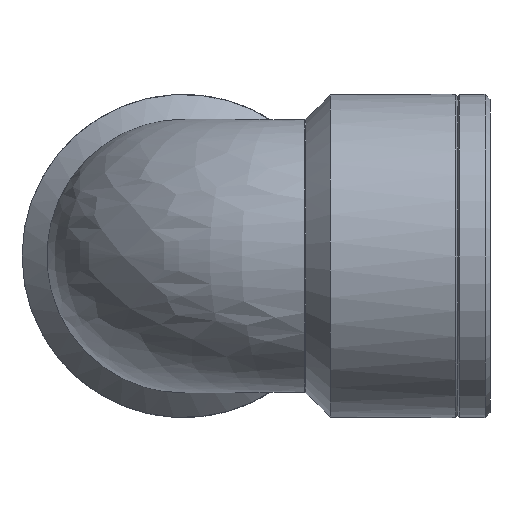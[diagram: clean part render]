
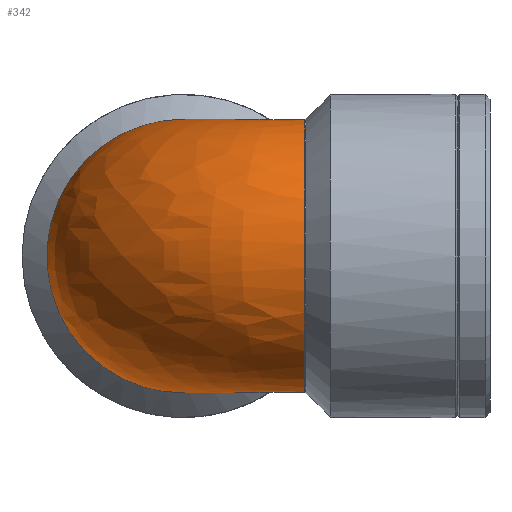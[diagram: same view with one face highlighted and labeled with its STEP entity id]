
A CAD part, front view. The second image highlights one B-rep face of the part: STEP entity #342.
In plain terms, the highlighted free-form (B-spline) face has degree [2, 2] with [9, 3] control points.
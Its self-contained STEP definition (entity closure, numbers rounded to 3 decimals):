
#18=(
BOUNDED_SURFACE()
B_SPLINE_SURFACE(2,2,((#772,#773,#774),(#775,#776,#777),(#778,#779,#780),
(#781,#782,#783),(#784,#785,#786),(#787,#788,#789),(#790,#791,#792),(#793,
#794,#795),(#796,#797,#798)),.UNSPECIFIED.,.F.,.F.,.F.)
B_SPLINE_SURFACE_WITH_KNOTS((3,2,2,2,3),(3,3),(-2.524,-1.262,
0.,1.262,2.524),(-3.142,
-1.571),.UNSPECIFIED.)
GEOMETRIC_REPRESENTATION_ITEM()
RATIONAL_B_SPLINE_SURFACE(((1.,0.707,1.),(0.807,
0.571,0.807),(1.,0.707,1.),(0.807,
0.571,0.807),(1.,0.707,1.),(0.807,
0.571,0.807),(1.,0.707,1.),(0.807,
0.571,0.807),(1.,0.707,1.)))
REPRESENTATION_ITEM('')
SURFACE()
);
#51=CIRCLE('',#373,21.424);
#52=CIRCLE('',#374,21.424);
#90=FACE_OUTER_BOUND('',#118,.T.);
#118=EDGE_LOOP('',(#282,#283,#284,#285));
#164=B_SPLINE_CURVE_WITH_KNOTS('',3,(#603,#604,#605,#606,#607,#608,#609,
#610,#611,#612,#613,#614,#615,#616,#617,#618,#619,#620),.UNSPECIFIED.,.F.,
 .F.,(4,2,2,2,2,2,2,2,4),(0.053,0.056,0.07,
0.096,0.15,0.202,0.243,
0.293,0.312),.UNSPECIFIED.);
#172=B_SPLINE_CURVE_WITH_KNOTS('',3,(#746,#747,#748,#749,#750,#751,#752,
#753,#754,#755,#756,#757,#758,#759,#760,#761,#762,#763),.UNSPECIFIED.,.F.,
 .F.,(4,2,2,2,2,2,2,2,4),(0.053,0.056,0.07,
0.096,0.15,0.202,0.243,
0.293,0.312),.UNSPECIFIED.);
#174=VERTEX_POINT('',#544);
#180=VERTEX_POINT('',#595);
#184=VERTEX_POINT('',#699);
#188=VERTEX_POINT('',#738);
#214=EDGE_CURVE('',#174,#180,#164,.T.);
#224=EDGE_CURVE('',#184,#188,#172,.T.);
#228=EDGE_CURVE('',#184,#180,#51,.T.);
#229=EDGE_CURVE('',#174,#188,#52,.T.);
#282=ORIENTED_EDGE('',*,*,#214,.T.);
#283=ORIENTED_EDGE('',*,*,#228,.F.);
#284=ORIENTED_EDGE('',*,*,#224,.T.);
#285=ORIENTED_EDGE('',*,*,#229,.F.);
#342=ADVANCED_FACE('',(#90),#18,.F.);
#373=AXIS2_PLACEMENT_3D('',#771,#432,#433);
#374=AXIS2_PLACEMENT_3D('',#799,#434,#435);
#432=DIRECTION('center_axis',(1.,0.,0.));
#433=DIRECTION('ref_axis',(0.,0.,-1.));
#434=DIRECTION('center_axis',(0.,1.,0.));
#435=DIRECTION('ref_axis',(0.,0.,-1.));
#544=CARTESIAN_POINT('',(16.975,19.,-13.07));
#595=CARTESIAN_POINT('',(19.,16.975,-13.07));
#603=CARTESIAN_POINT('Ctrl Pts',(16.975,19.,-13.07));
#604=CARTESIAN_POINT('Ctrl Pts',(16.98,18.996,-13.063));
#605=CARTESIAN_POINT('Ctrl Pts',(16.986,18.992,-13.055));
#606=CARTESIAN_POINT('Ctrl Pts',(17.016,18.969,-13.016));
#607=CARTESIAN_POINT('Ctrl Pts',(17.041,18.949,-12.985));
#608=CARTESIAN_POINT('Ctrl Pts',(17.113,18.882,-12.893));
#609=CARTESIAN_POINT('Ctrl Pts',(17.16,18.831,-12.836));
#610=CARTESIAN_POINT('Ctrl Pts',(17.3,18.665,-12.676));
#611=CARTESIAN_POINT('Ctrl Pts',(17.394,18.536,-12.587));
#612=CARTESIAN_POINT('Ctrl Pts',(17.598,18.273,-12.458));
#613=CARTESIAN_POINT('Ctrl Pts',(17.737,18.1,-12.398));
#614=CARTESIAN_POINT('Ctrl Pts',(18.073,17.766,-12.4));
#615=CARTESIAN_POINT('Ctrl Pts',(18.228,17.635,-12.439));
#616=CARTESIAN_POINT('Ctrl Pts',(18.568,17.369,-12.599));
#617=CARTESIAN_POINT('Ctrl Pts',(18.742,17.245,-12.731));
#618=CARTESIAN_POINT('Ctrl Pts',(18.921,17.073,-12.942));
#619=CARTESIAN_POINT('Ctrl Pts',(18.964,17.025,-13.005));
#620=CARTESIAN_POINT('Ctrl Pts',(19.,16.975,-13.07));
#699=CARTESIAN_POINT('',(19.,16.975,13.07));
#738=CARTESIAN_POINT('',(16.975,19.,13.07));
#746=CARTESIAN_POINT('Ctrl Pts',(19.,16.975,13.07));
#747=CARTESIAN_POINT('Ctrl Pts',(18.996,16.98,13.063));
#748=CARTESIAN_POINT('Ctrl Pts',(18.992,16.986,13.055));
#749=CARTESIAN_POINT('Ctrl Pts',(18.969,17.016,13.016));
#750=CARTESIAN_POINT('Ctrl Pts',(18.949,17.041,12.985));
#751=CARTESIAN_POINT('Ctrl Pts',(18.882,17.113,12.893));
#752=CARTESIAN_POINT('Ctrl Pts',(18.831,17.16,12.836));
#753=CARTESIAN_POINT('Ctrl Pts',(18.665,17.3,12.676));
#754=CARTESIAN_POINT('Ctrl Pts',(18.536,17.394,12.587));
#755=CARTESIAN_POINT('Ctrl Pts',(18.273,17.598,12.458));
#756=CARTESIAN_POINT('Ctrl Pts',(18.1,17.737,12.398));
#757=CARTESIAN_POINT('Ctrl Pts',(17.766,18.073,12.4));
#758=CARTESIAN_POINT('Ctrl Pts',(17.635,18.228,12.439));
#759=CARTESIAN_POINT('Ctrl Pts',(17.369,18.568,12.599));
#760=CARTESIAN_POINT('Ctrl Pts',(17.245,18.742,12.731));
#761=CARTESIAN_POINT('Ctrl Pts',(17.073,18.921,12.942));
#762=CARTESIAN_POINT('Ctrl Pts',(17.025,18.964,13.005));
#763=CARTESIAN_POINT('Ctrl Pts',(16.975,19.,13.07));
#771=CARTESIAN_POINT('Origin',(19.,0.,0.));
#772=CARTESIAN_POINT('Ctrl Pts',(17.472,19.,-12.398));
#773=CARTESIAN_POINT('Ctrl Pts',(17.472,17.472,-12.398));
#774=CARTESIAN_POINT('Ctrl Pts',(19.,17.472,-12.398));
#775=CARTESIAN_POINT('Ctrl Pts',(8.411,19.,-25.167));
#776=CARTESIAN_POINT('Ctrl Pts',(8.411,8.411,-25.167));
#777=CARTESIAN_POINT('Ctrl Pts',(19.,8.411,-25.167));
#778=CARTESIAN_POINT('Ctrl Pts',(-6.506,19.,-20.412));
#779=CARTESIAN_POINT('Ctrl Pts',(-6.506,-6.506,-20.412));
#780=CARTESIAN_POINT('Ctrl Pts',(19.,-6.506,-20.412));
#781=CARTESIAN_POINT('Ctrl Pts',(-21.424,19.,-15.657));
#782=CARTESIAN_POINT('Ctrl Pts',(-21.424,-21.424,-15.657));
#783=CARTESIAN_POINT('Ctrl Pts',(19.,-21.424,-15.657));
#784=CARTESIAN_POINT('Ctrl Pts',(-21.424,19.,0.));
#785=CARTESIAN_POINT('Ctrl Pts',(-21.424,-21.424,0.));
#786=CARTESIAN_POINT('Ctrl Pts',(19.,-21.424,0.));
#787=CARTESIAN_POINT('Ctrl Pts',(-21.424,19.,15.657));
#788=CARTESIAN_POINT('Ctrl Pts',(-21.424,-21.424,15.657));
#789=CARTESIAN_POINT('Ctrl Pts',(19.,-21.424,15.657));
#790=CARTESIAN_POINT('Ctrl Pts',(-6.506,19.,20.412));
#791=CARTESIAN_POINT('Ctrl Pts',(-6.506,-6.506,20.412));
#792=CARTESIAN_POINT('Ctrl Pts',(19.,-6.506,20.412));
#793=CARTESIAN_POINT('Ctrl Pts',(8.412,19.,25.167));
#794=CARTESIAN_POINT('Ctrl Pts',(8.412,8.412,25.167));
#795=CARTESIAN_POINT('Ctrl Pts',(19.,8.412,25.167));
#796=CARTESIAN_POINT('Ctrl Pts',(17.472,19.,12.398));
#797=CARTESIAN_POINT('Ctrl Pts',(17.472,17.472,12.398));
#798=CARTESIAN_POINT('Ctrl Pts',(19.,17.472,12.398));
#799=CARTESIAN_POINT('Origin',(0.,19.,0.));
